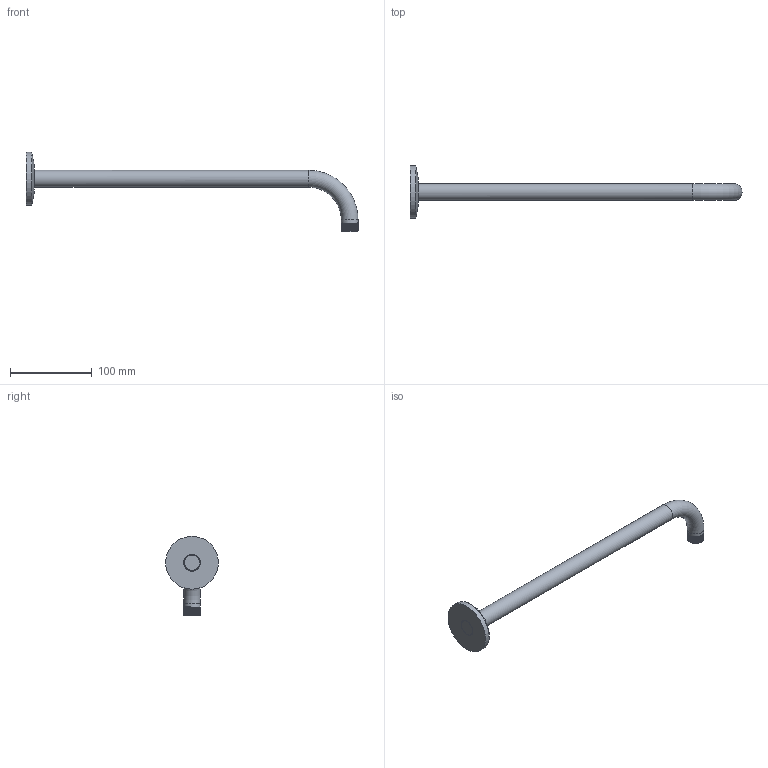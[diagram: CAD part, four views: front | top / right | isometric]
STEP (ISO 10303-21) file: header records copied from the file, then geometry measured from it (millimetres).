
FILE_DESCRIPTION(/* description */ ('Unknown'),/* implementation_level */ '2;1');
FILE_NAME(/* name */ '27851000',/* time_stamp */ '2022-09-08T10:49:38+02:00',/* author */ ('Unknown'),/* organization */ ('GROHE AG'),/* preprocessor_version */ 'ST-DEVELOPER v16.7',/* originating_system */ 'DEX',/* authorisation */ $);
FILE_SCHEMA (('AUTOMOTIVE_DESIGN {1 0 10303 214 3 1 1}'));
Length unit declared in the file: millimetre
Products named in the file (3): 27851000; R34008-002; R34008-001
Assembly tree (2 placements, depth 2):
  27851000
    R34008-002
    R34008-001
Bounding box: 407 x 64.6 x 97 mm (x, y, z)
Volume: 170234.9 mm3; surface area: 44610.8 mm2
Topology: 2 solids, 3 shells, 55 faces, 170 edges, 121 vertices
Faces by surface type: plane 20, cylinder 18, bspline 12, torus 3, cone 2
Full cylindrical faces by diameter (mm): 20.6 x15, 64.6 x1
Entity records: 5977 total; most frequent: CARTESIAN_POINT 4835, ORIENTED_EDGE 290, EDGE_CURVE 145, DIRECTION 130, VERTEX_POINT 119, B_SPLINE_CURVE_WITH_KNOTS 85, EDGE_LOOP 48, FACE_BOUND 48
